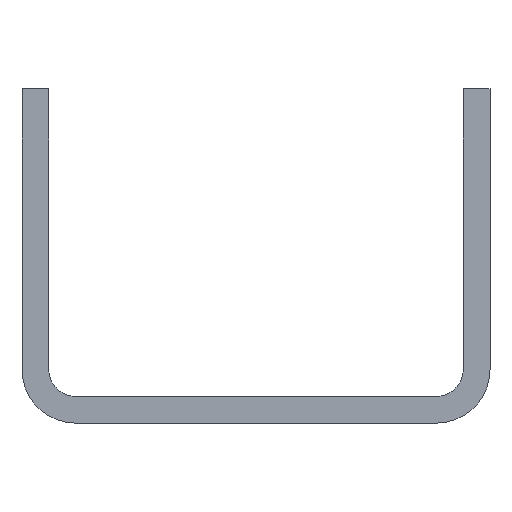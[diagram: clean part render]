
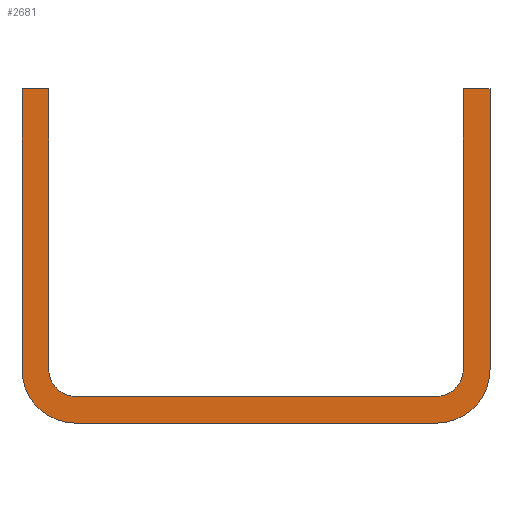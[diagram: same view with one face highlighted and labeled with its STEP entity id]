
A CAD part, front view. The second image highlights one B-rep face of the part: STEP entity #2681.
In plain terms, the highlighted planar face has unit normal (0, -1, 0).
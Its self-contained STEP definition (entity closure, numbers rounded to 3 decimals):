
#2=DIRECTION('',(0.,0.,-1.));
#3=VECTOR('',#2,42.);
#4=CARTESIAN_POINT('',(35.,0.,25.));
#5=LINE('',#4,#3);
#6=CARTESIAN_POINT('',(27.,0.,-17.));
#7=DIRECTION('',(0.,1.,0.));
#8=DIRECTION('',(1.,0.,0.));
#9=AXIS2_PLACEMENT_3D('',#6,#7,#8);
#11=DIRECTION('',(-1.,0.,0.));
#12=VECTOR('',#11,54.);
#13=CARTESIAN_POINT('',(27.,0.,-25.));
#14=LINE('',#13,#12);
#15=CARTESIAN_POINT('',(-27.,0.,-17.));
#16=DIRECTION('',(0.,1.,0.));
#17=DIRECTION('',(0.,0.,-1.));
#18=AXIS2_PLACEMENT_3D('',#15,#16,#17);
#20=DIRECTION('',(0.,0.,1.));
#21=VECTOR('',#20,42.);
#22=CARTESIAN_POINT('',(-35.,0.,-17.));
#23=LINE('',#22,#21);
#24=DIRECTION('',(1.,0.,0.));
#25=VECTOR('',#24,4.);
#26=CARTESIAN_POINT('',(-35.,0.,25.));
#27=LINE('',#26,#25);
#28=DIRECTION('',(0.,0.,-1.));
#29=VECTOR('',#28,42.);
#30=CARTESIAN_POINT('',(-31.,0.,25.));
#31=LINE('',#30,#29);
#32=CARTESIAN_POINT('',(-27.,0.,-17.));
#33=DIRECTION('',(0.,-1.,0.));
#34=DIRECTION('',(-1.,0.,0.));
#35=AXIS2_PLACEMENT_3D('',#32,#33,#34);
#37=DIRECTION('',(1.,0.,0.));
#38=VECTOR('',#37,54.);
#39=CARTESIAN_POINT('',(-27.,0.,-21.));
#40=LINE('',#39,#38);
#41=CARTESIAN_POINT('',(27.,0.,-17.));
#42=DIRECTION('',(0.,-1.,0.));
#43=DIRECTION('',(0.,0.,-1.));
#44=AXIS2_PLACEMENT_3D('',#41,#42,#43);
#46=DIRECTION('',(0.,0.,1.));
#47=VECTOR('',#46,42.);
#48=CARTESIAN_POINT('',(31.,0.,-17.));
#49=LINE('',#48,#47);
#50=DIRECTION('',(1.,0.,0.));
#51=VECTOR('',#50,4.);
#52=CARTESIAN_POINT('',(31.,0.,25.));
#53=LINE('',#52,#51);
#2026=CARTESIAN_POINT('',(35.,0.,25.));
#2027=CARTESIAN_POINT('',(35.,0.,-17.));
#2028=VERTEX_POINT('',#2026);
#2029=VERTEX_POINT('',#2027);
#2030=CARTESIAN_POINT('',(27.,0.,-25.));
#2031=VERTEX_POINT('',#2030);
#2032=CARTESIAN_POINT('',(-27.,0.,-25.));
#2033=VERTEX_POINT('',#2032);
#2034=CARTESIAN_POINT('',(-35.,0.,-17.));
#2035=VERTEX_POINT('',#2034);
#2036=CARTESIAN_POINT('',(-35.,0.,25.));
#2037=VERTEX_POINT('',#2036);
#2038=CARTESIAN_POINT('',(-31.,0.,25.));
#2039=VERTEX_POINT('',#2038);
#2040=CARTESIAN_POINT('',(-31.,0.,-17.));
#2041=VERTEX_POINT('',#2040);
#2042=CARTESIAN_POINT('',(-27.,0.,-21.));
#2043=VERTEX_POINT('',#2042);
#2044=CARTESIAN_POINT('',(27.,0.,-21.));
#2045=VERTEX_POINT('',#2044);
#2046=CARTESIAN_POINT('',(31.,0.,-17.));
#2047=VERTEX_POINT('',#2046);
#2048=CARTESIAN_POINT('',(31.,0.,25.));
#2049=VERTEX_POINT('',#2048);
#2650=CARTESIAN_POINT('',(0.,0.,0.));
#2651=DIRECTION('',(0.,1.,0.));
#2652=DIRECTION('',(1.,0.,0.));
#2653=AXIS2_PLACEMENT_3D('',#2650,#2651,#2652);
#2654=PLANE('',#2653);
#2656=ORIENTED_EDGE('',*,*,#2655,.T.);
#2658=ORIENTED_EDGE('',*,*,#2657,.T.);
#2660=ORIENTED_EDGE('',*,*,#2659,.T.);
#2662=ORIENTED_EDGE('',*,*,#2661,.T.);
#2664=ORIENTED_EDGE('',*,*,#2663,.T.);
#2666=ORIENTED_EDGE('',*,*,#2665,.T.);
#2668=ORIENTED_EDGE('',*,*,#2667,.T.);
#2670=ORIENTED_EDGE('',*,*,#2669,.T.);
#2672=ORIENTED_EDGE('',*,*,#2671,.T.);
#2674=ORIENTED_EDGE('',*,*,#2673,.T.);
#2676=ORIENTED_EDGE('',*,*,#2675,.T.);
#2678=ORIENTED_EDGE('',*,*,#2677,.T.);
#2679=EDGE_LOOP('',(#2656,#2658,#2660,#2662,#2664,#2666,#2668,#2670,#2672,#2674,
#2676,#2678));
#2680=FACE_OUTER_BOUND('',#2679,.F.);
#2681=ADVANCED_FACE('',(#2680),#2654,.F.);
#10=CIRCLE('',#9,8.);
#19=CIRCLE('',#18,8.);
#36=CIRCLE('',#35,4.);
#45=CIRCLE('',#44,4.);
#2655=EDGE_CURVE('',#2028,#2029,#5,.T.);
#2657=EDGE_CURVE('',#2029,#2031,#10,.T.);
#2659=EDGE_CURVE('',#2031,#2033,#14,.T.);
#2661=EDGE_CURVE('',#2033,#2035,#19,.T.);
#2663=EDGE_CURVE('',#2035,#2037,#23,.T.);
#2665=EDGE_CURVE('',#2037,#2039,#27,.T.);
#2667=EDGE_CURVE('',#2039,#2041,#31,.T.);
#2669=EDGE_CURVE('',#2041,#2043,#36,.T.);
#2671=EDGE_CURVE('',#2043,#2045,#40,.T.);
#2673=EDGE_CURVE('',#2045,#2047,#45,.T.);
#2675=EDGE_CURVE('',#2047,#2049,#49,.T.);
#2677=EDGE_CURVE('',#2049,#2028,#53,.T.);
